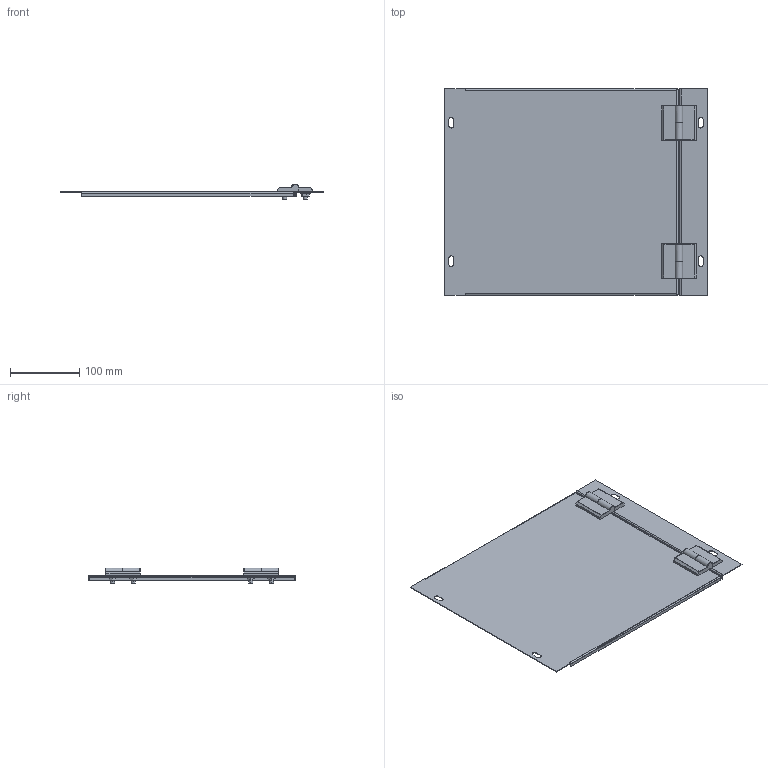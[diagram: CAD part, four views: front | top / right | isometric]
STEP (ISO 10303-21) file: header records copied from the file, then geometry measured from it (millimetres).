
FILE_DESCRIPTION (( 'STEP AP214' ), '1' );
FILE_NAME ('YKV-POP-300-450 Ïàíåëü îïåðàòèâíàÿ ïîâîðîòíàÿ SMART (Í=300) 450.STEP', '2020-02-19T13:18:28', ( '' ), ( '' ), 'SwSTEP 2.0', 'SolidWorks 2017', '' );
FILE_SCHEMA (( 'AUTOMOTIVE_DESIGN' ));
Length unit declared in the file: millimetre
Products named in the file (1): YKV-POP-300-450 Ïàíåëü îïåðàòèâíàÿ ïîâîðîòíàÿ SMART (Í=300) 450
Bounding box: 380 x 299 x 23 mm (x, y, z)
Volume: 157283.6 mm3; surface area: 248189.6 mm2
Topology: 2 solids, 8 shells, 472 faces, 1130 edges, 672 vertices
Faces by surface type: plane 178, cylinder 114, cone 88, bspline 54, torus 24, sphere 14
Entity records: 20507 total; most frequent: CARTESIAN_POINT 4987, ORIENTED_EDGE 2232, DIRECTION 2000, EDGE_CURVE 1116, AXIS2_PLACEMENT_3D 777, VERTEX_POINT 672, EDGE_LOOP 508, UNCERTAINTY_MEASURE_WITH_UNIT 476
